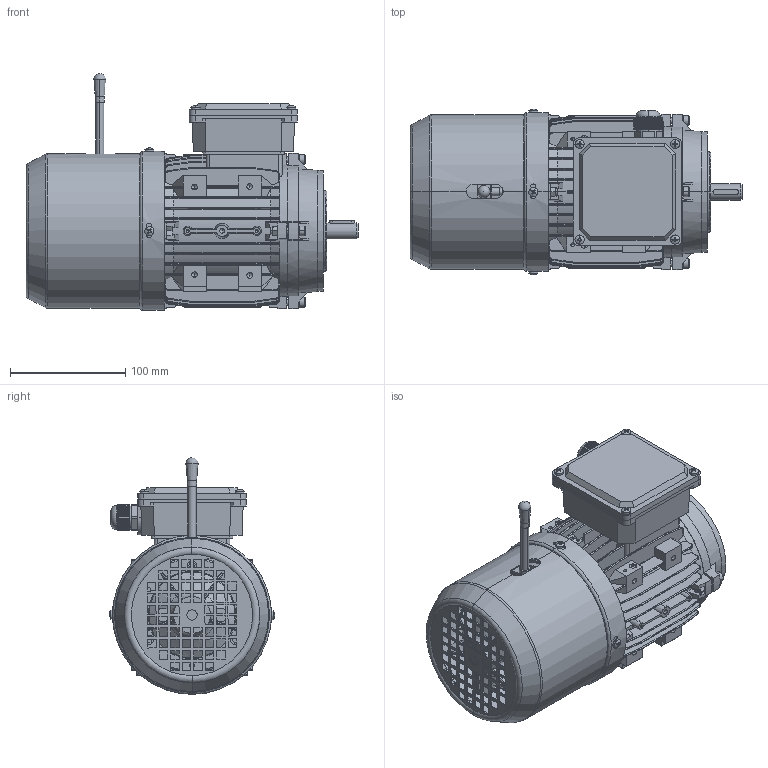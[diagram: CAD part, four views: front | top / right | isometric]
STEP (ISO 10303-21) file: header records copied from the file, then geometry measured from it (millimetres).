
FILE_DESCRIPTION (( 'STEP AP203' ), '1' );
FILE_NAME ('MSB71S B14俋倛芞.STEP', '2012-12-30T03:15:49', ( 'USER' ), ( 'MS' ), 'SwSTEP 2.0', 'SolidWorks 2008', '' );
FILE_SCHEMA (( 'CONFIG_CONTROL_DESIGN' ));
Length unit declared in the file: millimetre
Products named in the file (15): MS63-71 新接线盒盖_默认; MS63-71 出线螺套_默认; MSB 71 后端盖_默认; MS71 油封_默认; MSB71S B14俋倛芞; MS71S 机壳_默认; MS71 B14端盖_默认; MS63-71 新接线盒座_默认; MS56 陔諉盄碟裔蹟隊_GB_CROSS_SCREWS_TYPE1 M4X8-8  H type-N; MS63 儂褲蹟譫M5_GB_FASTENER_NUT_SNAB1 M5-N; MS63 端盖螺钉M5×25_GB_FASTENER_SCREWS_HSHCS M5X25-N; MS71 风叶_默认; MSB71风罩_默认; 80制动器_默认; MS56 风罩螺钉M4×5_GB_CROSS_SCREWS_TYPE1 M4X5-5  H type-N
Assembly tree (26 placements, depth 2):
  MSB71S B14俋倛芞
    MS63 端盖螺钉M5×25_GB_FASTENER_SCREWS_HSHCS M5X25-N  x5
    MSB 71 后端盖_默认
    MS71 风叶_默认
    MS63 儂褲蹟譫M5_GB_FASTENER_NUT_SNAB1 M5-N  x4
    MS63-71 新接线盒盖_默认
    MS56 陔諉盄碟裔蹟隊_GB_CROSS_SCREWS_TYPE1 M4X8-8  H type-N  x4
    MS56 风罩螺钉M4×5_GB_CROSS_SCREWS_TYPE1 M4X5-5  H type-N  x3
    MS63-71 新接线盒座_默认
    MSB71风罩_默认
    MS71 B14端盖_默认
    MS71S 机壳_默认
    MS63-71 出线螺套_默认
    80制动器_默认
    MS71 油封_默认
Bounding box: 288.37 x 144.11 x 205.62 mm (x, y, z)
Volume: 888316.7 mm3; surface area: 535730.4 mm2
Topology: 27 solids, 27 shells, 4048 faces, 10854 edges, 6892 vertices
Faces by surface type: plane 2153, cylinder 1239, cone 285, bspline 252, torus 92, sphere 27
Entity records: 129911 total; most frequent: CARTESIAN_POINT 36630, ORIENTED_EDGE 20226, DIRECTION 17742, EDGE_CURVE 10113, VERTEX_POINT 6466, AXIS2_PLACEMENT_3D 5945, VECTOR 5852, LINE 5852
